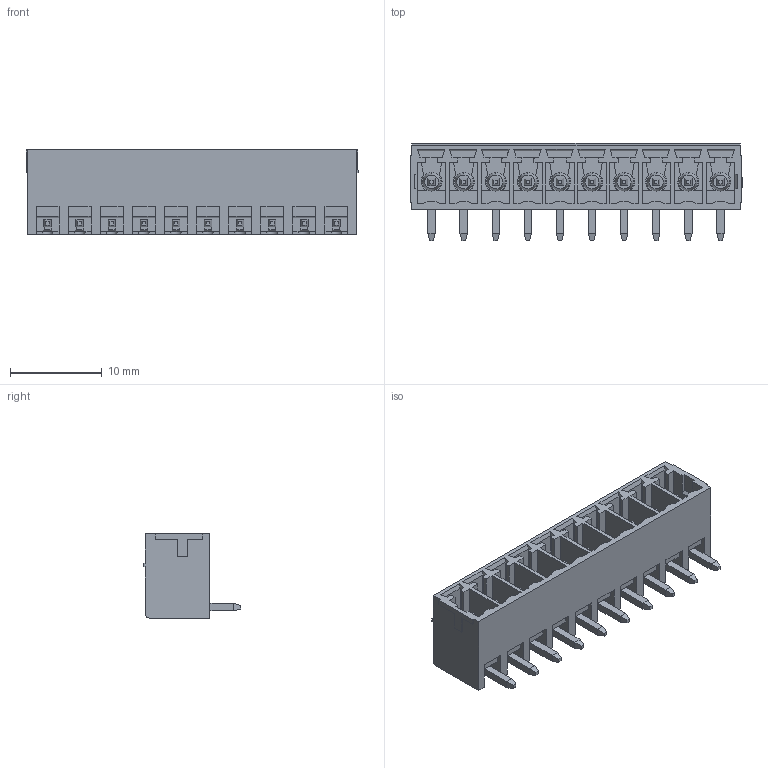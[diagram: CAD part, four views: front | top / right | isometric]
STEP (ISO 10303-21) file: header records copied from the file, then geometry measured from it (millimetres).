
FILE_DESCRIPTION (( 'STEP AP214' ), '1' );
FILE_NAME ('CUI_DEVICES_TBP03R1-350-10BE.step', '2021-12-16T00:47:08', ( '' ), ( '' ), 'SwSTEP 2.0', 'SolidWorks 2021', '' );
FILE_SCHEMA (( 'AUTOMOTIVE_DESIGN' ));
Length unit declared in the file: millimetre
Products named in the file (1): CUI_DEVICES_TBP03R1-350-10BE
Bounding box: 36.2 x 10.6 x 9.2 mm (x, y, z)
Volume: 1093.7 mm3; surface area: 3373 mm2
Topology: 1 solids, 1 shells, 825 faces, 2219 edges, 1446 vertices
Faces by surface type: plane 674, cylinder 111, cone 40
Entity records: 27707 total; most frequent: CARTESIAN_POINT 4855, ORIENTED_EDGE 4438, DIRECTION 4065, EDGE_CURVE 2219, LINE 1809, VECTOR 1809, VERTEX_POINT 1446, AXIS2_PLACEMENT_3D 1128
